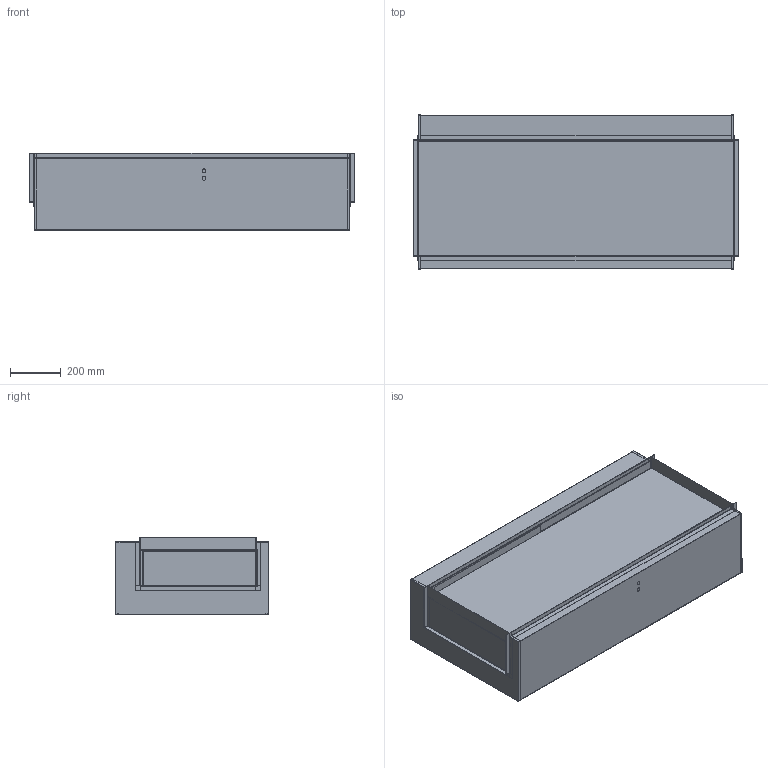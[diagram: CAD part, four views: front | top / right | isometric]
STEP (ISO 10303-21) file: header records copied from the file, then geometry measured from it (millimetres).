
FILE_DESCRIPTION (( 'STEP AP214' ), '1' );
FILE_NAME ('Ignite bold 50 (BXLF1200-EU)_defeature.STEP', '2024-07-18T12:42:49', ( '' ), ( '' ), 'SwSTEP 2.0', 'SolidWorks 2023', '' );
FILE_SCHEMA (( 'AUTOMOTIVE_DESIGN' ));
Length unit declared in the file: millimetre
Products named in the file (1): Ignite bold 50 (BXLF1200-EU)_defeature
Bounding box: 1284.24 x 606.8 x 306.9 mm (x, y, z)
Volume: 5576719.7 mm3; surface area: 6226685.7 mm2
Topology: 16 solids, 16 shells, 794 faces, 1959 edges, 1246 vertices
Faces by surface type: plane 622, cylinder 146, bspline 14, torus 8, cone 4
Entity records: 33168 total; most frequent: CARTESIAN_POINT 5608, ORIENTED_EDGE 3918, DIRECTION 3678, EDGE_CURVE 1959, VECTOR 1494, LINE 1494, VERTEX_POINT 1246, AXIS2_PLACEMENT_3D 1092
